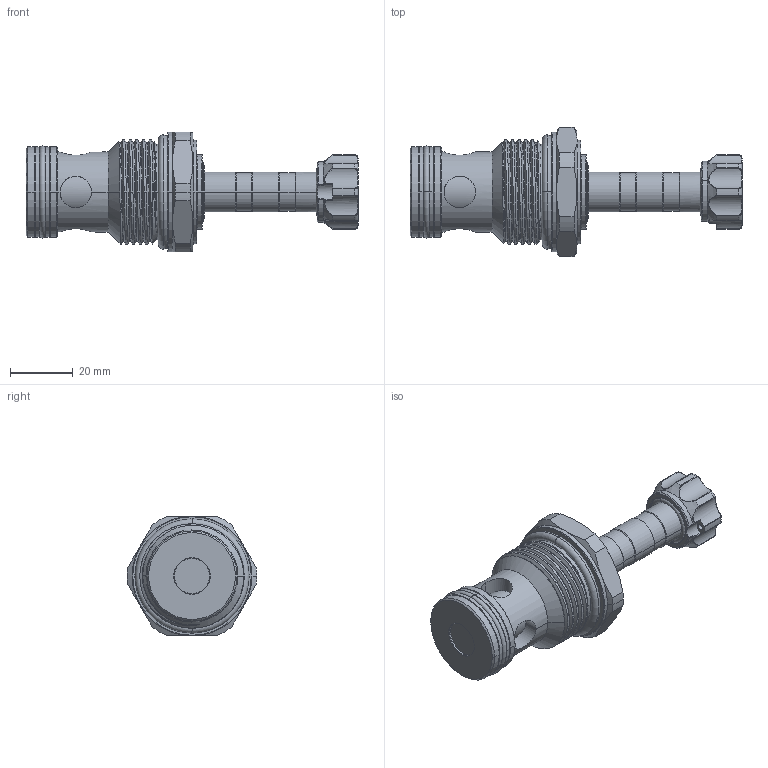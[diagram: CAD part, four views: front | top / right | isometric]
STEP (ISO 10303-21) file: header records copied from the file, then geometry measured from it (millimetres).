
FILE_DESCRIPTION (( 'STEP AP203' ), '1' );
FILE_NAME ('EP16W2A03N85.STEP', '2022-07-15T03:21:01', ( '' ), ( '' ), 'SwSTEP 2.0', 'SolidWorks 2018', '' );
FILE_SCHEMA (( 'CONFIG_CONTROL_DESIGN' ));
Length unit declared in the file: millimetre
Products named in the file (1): EP16W2A03N85
Bounding box: 105.4 x 41.1 x 38 mm (x, y, z)
Volume: 48835.2 mm3; surface area: 14088.4 mm2
Topology: 2 solids, 2 shells, 285 faces, 678 edges, 411 vertices
Faces by surface type: cylinder 116, torus 53, cone 46, bspline 43, plane 27
Entity records: 16247 total; most frequent: CARTESIAN_POINT 9967, ORIENTED_EDGE 1352, DIRECTION 1263, EDGE_CURVE 676, AXIS2_PLACEMENT_3D 555, VERTEX_POINT 411, CIRCLE 312, EDGE_LOOP 305
